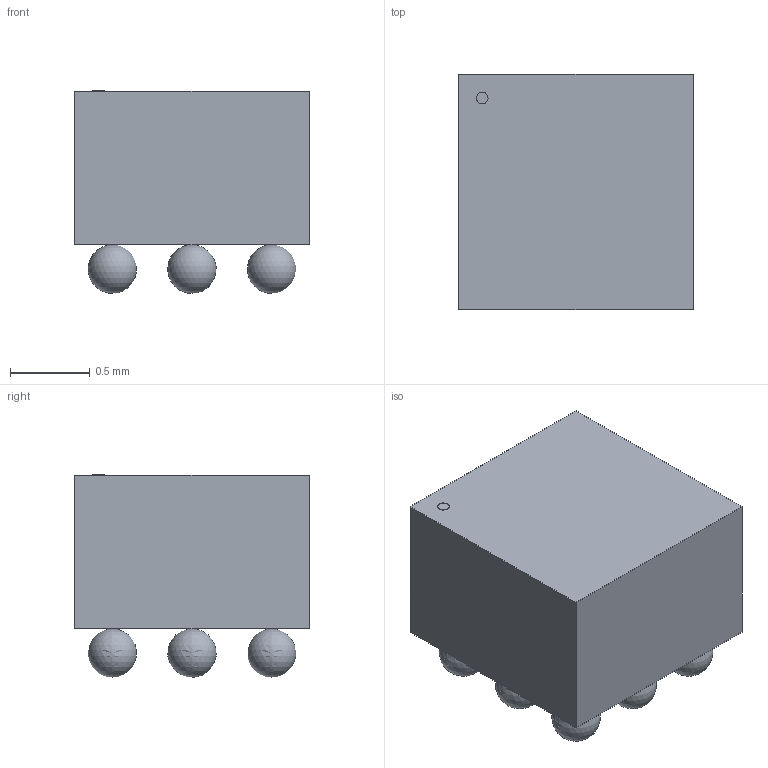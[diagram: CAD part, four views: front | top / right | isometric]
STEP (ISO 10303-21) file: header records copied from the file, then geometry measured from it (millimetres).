
FILE_DESCRIPTION(('STEP AP214'),'1');
FILE_NAME('YZF9','2019-10-17T05:54:08',(''),(''),'','','');
FILE_SCHEMA(('AUTOMOTIVE_DESIGN'));
Length unit declared in the file: millimetre
Products named in the file (1): product
Bounding box: 1.47 x 1.47 x 1.27 mm (x, y, z)
Volume: 0.1 mm3; surface area: 22.7 mm2
Topology: 10 solids, 22 shells, 24 faces, 78 edges, 68 vertices
Faces by surface type: plane 14, sphere 9, cylinder 1
Full cylindrical faces by diameter (mm): 0.074 x1
Entity records: 753 total; most frequent: CARTESIAN_POINT 135, VERTEX_POINT 107, DIRECTION 104, ORIENTED_EDGE 52, EDGE_CURVE 50, LINE 48, VECTOR 48, AXIS2_PLACEMENT_3D 28
